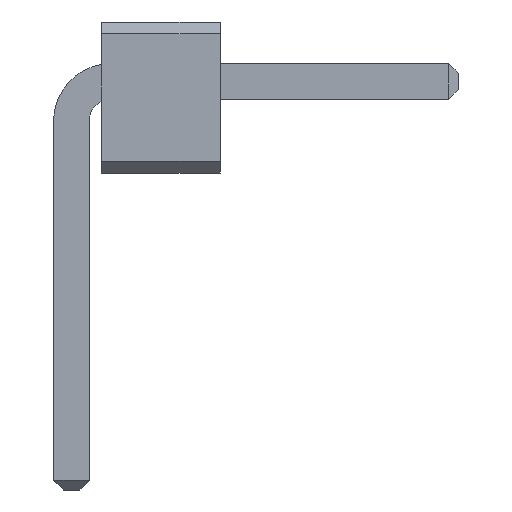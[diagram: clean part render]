
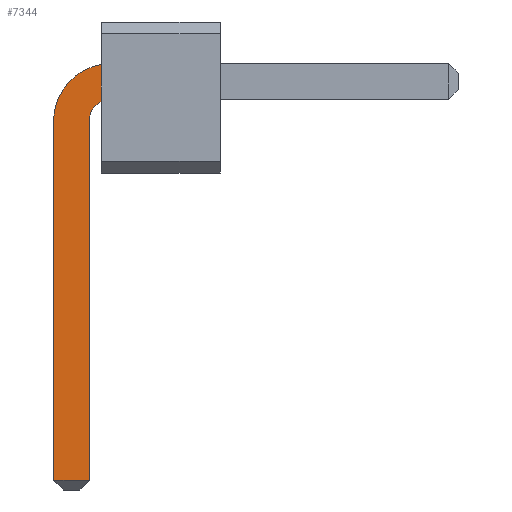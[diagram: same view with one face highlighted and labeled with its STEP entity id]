
A CAD part, front view. The second image highlights one B-rep face of the part: STEP entity #7344.
In plain terms, the highlighted planar face has unit normal (0, -1, 0).
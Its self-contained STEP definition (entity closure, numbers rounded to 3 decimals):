
#2512 = VERTEX_POINT('',#2513);
#2513 = CARTESIAN_POINT('',(0.25,-14.15,0.779));
#2521 = EDGE_CURVE('',#2512,#2522,#2524,.T.);
#2522 = VERTEX_POINT('',#2523);
#2523 = CARTESIAN_POINT('',(0.25,-14.15,0.467));
#2524 = LINE('',#2525,#2526);
#2525 = CARTESIAN_POINT('',(0.25,-14.15,0.1));
#2526 = VECTOR('',#2527,1.);
#2527 = DIRECTION('',(0.,0.,-1.));
#7259 = VERTEX_POINT('',#7260);
#7260 = CARTESIAN_POINT('',(-0.15,-14.15,0.335));
#7266 = EDGE_CURVE('',#7259,#2512,#7267,.T.);
#7267 = CIRCLE('',#7268,0.485);
#7268 = AXIS2_PLACEMENT_3D('',#7269,#7270,#7271);
#7269 = CARTESIAN_POINT('',(0.333,-14.15,0.302));
#7270 = DIRECTION('',(0.,1.,0.));
#7271 = DIRECTION('',(-0.998,0.,
0.069));
#7325 = EDGE_CURVE('',#2522,#7326,#7328,.T.);
#7326 = VERTEX_POINT('',#7327);
#7327 = CARTESIAN_POINT('',(0.15,-14.15,0.335));
#7328 = CIRCLE('',#7329,0.194);
#7329 = AXIS2_PLACEMENT_3D('',#7330,#7331,#7332);
#7330 = CARTESIAN_POINT('',(0.34,-14.15,0.295));
#7331 = DIRECTION('',(0.,-1.,0.));
#7332 = DIRECTION('',(-0.207,0.,0.978)
);
#7344 = ADVANCED_FACE('',(#7345),#7372,.F.);
#7345 = FACE_BOUND('',#7346,.F.);
#7346 = EDGE_LOOP('',(#7347,#7348,#7349,#7357,#7365,#7371));
#7347 = ORIENTED_EDGE('',*,*,#2521,.T.);
#7348 = ORIENTED_EDGE('',*,*,#7325,.T.);
#7349 = ORIENTED_EDGE('',*,*,#7350,.T.);
#7350 = EDGE_CURVE('',#7326,#7351,#7353,.T.);
#7351 = VERTEX_POINT('',#7352);
#7352 = CARTESIAN_POINT('',(0.15,-14.15,-2.72));
#7353 = LINE('',#7354,#7355);
#7354 = CARTESIAN_POINT('',(0.15,-14.15,0.335));
#7355 = VECTOR('',#7356,1.);
#7356 = DIRECTION('',(0.,0.,-1.));
#7357 = ORIENTED_EDGE('',*,*,#7358,.T.);
#7358 = EDGE_CURVE('',#7351,#7359,#7361,.T.);
#7359 = VERTEX_POINT('',#7360);
#7360 = CARTESIAN_POINT('',(-0.15,-14.15,-2.72));
#7361 = LINE('',#7362,#7363);
#7362 = CARTESIAN_POINT('',(0.15,-14.15,-2.72));
#7363 = VECTOR('',#7364,1.);
#7364 = DIRECTION('',(-1.,0.,0.));
#7365 = ORIENTED_EDGE('',*,*,#7366,.T.);
#7366 = EDGE_CURVE('',#7359,#7259,#7367,.T.);
#7367 = LINE('',#7368,#7369);
#7368 = CARTESIAN_POINT('',(-0.15,-14.15,-2.8));
#7369 = VECTOR('',#7370,1.);
#7370 = DIRECTION('',(0.,0.,1.));
#7371 = ORIENTED_EDGE('',*,*,#7266,.T.);
#7372 = PLANE('',#7373);
#7373 = AXIS2_PLACEMENT_3D('',#7374,#7375,#7376);
#7374 = CARTESIAN_POINT('',(0.841,-14.15,-0.301));
#7375 = DIRECTION('',(0.,1.,-0.));
#7376 = DIRECTION('',(0.,0.,-1.));
